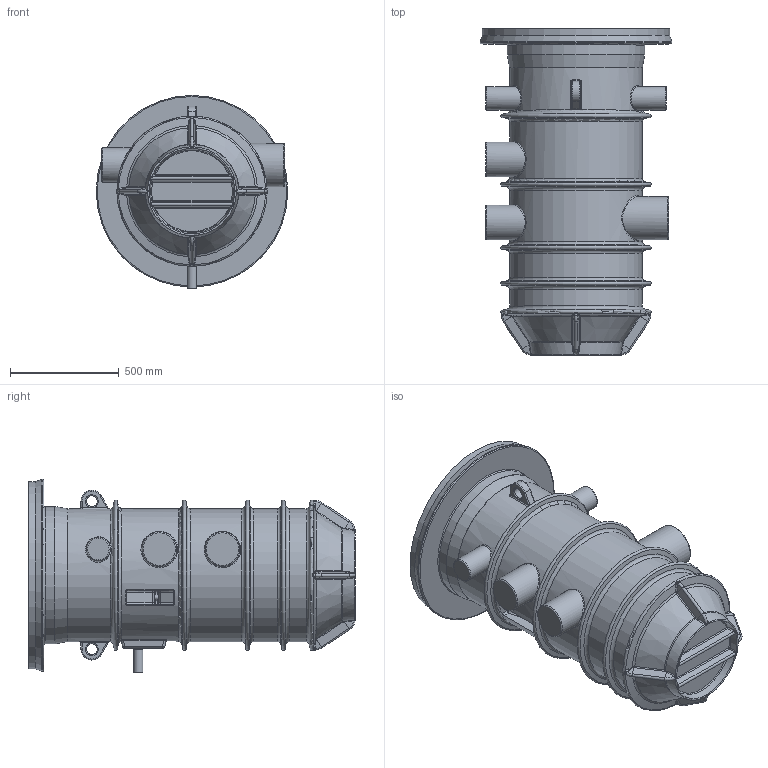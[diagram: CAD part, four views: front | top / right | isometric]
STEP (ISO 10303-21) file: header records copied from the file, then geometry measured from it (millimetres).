
FILE_DESCRIPTION(/* description */ (''),/* implementation_level */ '2;1');
FILE_NAME(/* name */ '2543045c3d001_02.stp',/* time_stamp */ '2023-08-28T10:46:57+02:00',/* author */ (''),/* organization */ ('WILO SE'),/* preprocessor_version */ 'ST-DEVELOPER v16.7',/* originating_system */ 'SIEMENS PLM Software NX 12.0',/* authorisation */ '');
FILE_SCHEMA (('AUTOMOTIVE_DESIGN { 1 0 10303 214 3 1 1 1 }'));
Products named in the file (1): Hild087011143d4f
Bounding box: 880 x 1500 x 887.24 mm (x, y, z)
Volume: 38144078.3 mm3; surface area: 9598492.5 mm2
Topology: 42 solids, 44 shells, 2601 faces, 6405 edges, 3920 vertices
Faces by surface type: plane 987, bspline 693, cylinder 493, cone 219, torus 133, sphere 72, revolution 4
Full cylindrical faces by diameter (mm): 5 x2, 6.2 x2, 8.376 x4, 8.4 x3, 9 x2, 10 x3, 10.5 x2, 11 x2, 13.835 x4, 16 x4, 17 x8, 20 x3, 22 x1, 22.5 x4, 24 x2, 26 x1, 30 x10, 30.291 x1, 32 x1, 36 x4, 36.4 x1, 38.952 x2, 41.91 x3, 42.1 x1, 42.2 x2, 42.4 x3, 47.8 x1, 48 x2, 50 x4, 51 x1
Entity records: 97913 total; most frequent: CARTESIAN_POINT 42659, ORIENTED_EDGE 11964, DIRECTION 9771, EDGE_CURVE 5982, VERTEX_POINT 3825, AXIS2_PLACEMENT_3D 3733, EDGE_LOOP 3031, ADVANCED_FACE 2600
